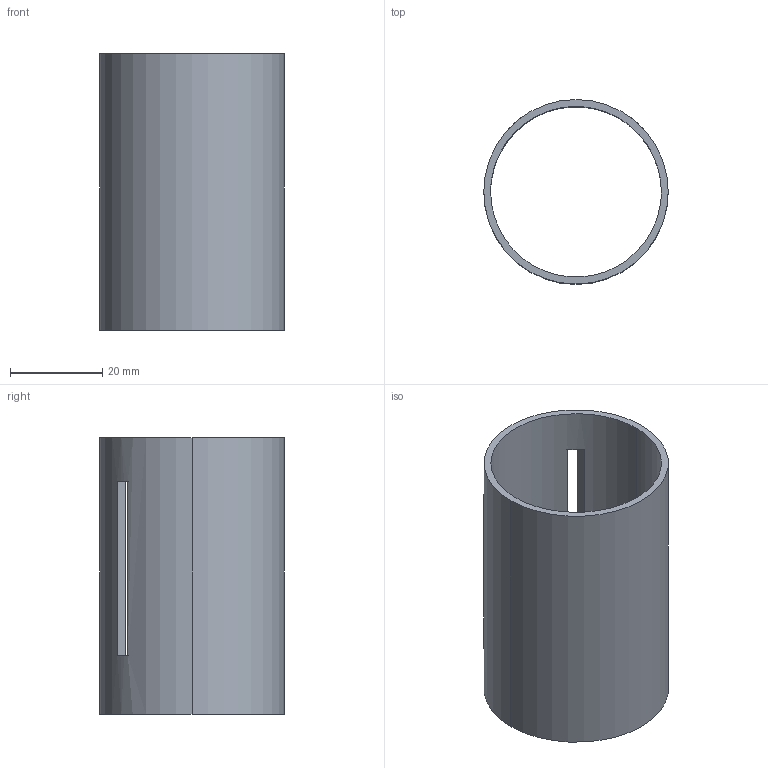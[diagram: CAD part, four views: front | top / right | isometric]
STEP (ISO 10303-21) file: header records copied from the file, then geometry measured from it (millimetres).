
FILE_DESCRIPTION(/* description */ (''),/* implementation_level */ '2;1');
FILE_NAME(/* name */ 'structure_shell_v3',/* time_stamp */ '2025-06-23T17:44:12+02:00',/* author */ (''),/* organization */ (''),/* preprocessor_version */ 'ST-DEVELOPER v19.2',/* originating_system */ 'Rhino 8.12',/* authorisation */ '');
FILE_SCHEMA (('CONFIG_CONTROL_DESIGN'));
Length unit declared in the file: millimetre
Products named in the file (1): Document
Bounding box: 40 x 40 x 60 mm (x, y, z)
Volume: 10474.2 mm3; surface area: 14659.4 mm2
Topology: 1 solids, 1 shells, 14 faces, 36 edges, 24 vertices
Faces by surface type: plane 10, cylinder 4
Entity records: 524 total; most frequent: CARTESIAN_POINT 140, ORIENTED_EDGE 72, EDGE_CURVE 36, DIRECTION 34, B_SPLINE_CURVE_WITH_KNOTS 24, VERTEX_POINT 24, AXIS2_PLACEMENT_3D 24, EDGE_LOOP 20
